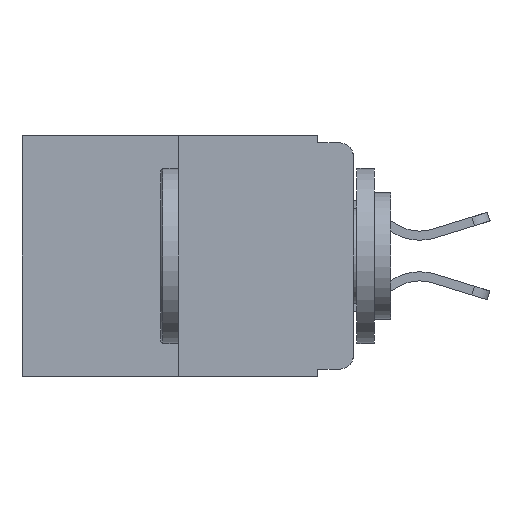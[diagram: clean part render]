
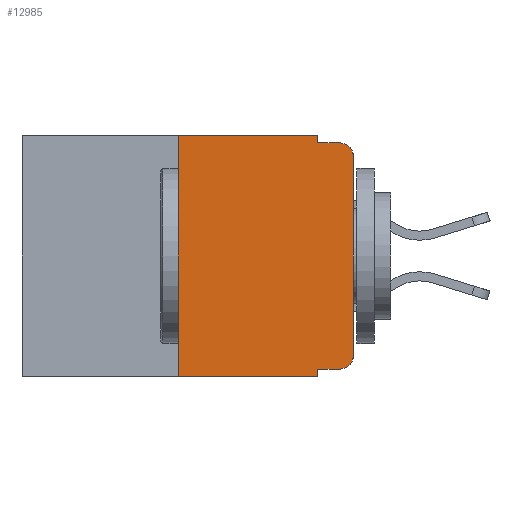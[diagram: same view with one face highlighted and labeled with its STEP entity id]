
A CAD part, left-side view. The second image highlights one B-rep face of the part: STEP entity #12985.
In plain terms, the highlighted planar face has unit normal (-1, 0, 0).
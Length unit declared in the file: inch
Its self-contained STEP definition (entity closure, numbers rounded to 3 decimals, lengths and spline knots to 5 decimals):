
#72 = CARTESIAN_POINT ( 'NONE',  ( 0., 0.02, -0.333 ) ) ;
#394 = DIRECTION ( 'NONE',  ( 0., -1., 0. ) ) ;
#417 = EDGE_CURVE ( 'NONE', #12755, #5233, #5286, .T. ) ;
#697 = VERTEX_POINT ( 'NONE', #9852 ) ;
#1632 = VERTEX_POINT ( 'NONE', #14537 ) ;
#1928 = EDGE_LOOP ( 'NONE', ( #9295, #5441, #5933, #2580, #8540, #5698, #10084, #6211, #20271, #4401 ) ) ;
#2255 = DIRECTION ( 'NONE',  ( 0., -1., 0. ) ) ;
#2580 = ORIENTED_EDGE ( 'NONE', *, *, #14623, .F. ) ;
#2953 = LINE ( 'NONE', #18646, #12213 ) ;
#2973 = DIRECTION ( 'NONE',  ( -1., 0., 0. ) ) ;
#3169 = CARTESIAN_POINT ( 'NONE',  ( 0., 0.25, -0.343 ) ) ;
#3212 = CARTESIAN_POINT ( 'NONE',  ( 0., 0.051, -0.01 ) ) ;
#3253 = EDGE_CURVE ( 'NONE', #1632, #11594, #16658, .T. ) ;
#3494 = LINE ( 'NONE', #5517, #20372 ) ;
#3658 = EDGE_CURVE ( 'NONE', #19162, #697, #8490, .T. ) ;
#3663 = AXIS2_PLACEMENT_3D ( 'NONE', #12805, #2973, #14415 ) ;
#3926 = EDGE_CURVE ( 'NONE', #11594, #19162, #12339, .T. ) ;
#3937 = CARTESIAN_POINT ( 'NONE',  ( 0., 0.25, 0. ) ) ;
#4401 = ORIENTED_EDGE ( 'NONE', *, *, #3926, .T. ) ;
#4524 = DIRECTION ( 'NONE',  ( 0., -1., 0. ) ) ;
#4617 = VERTEX_POINT ( 'NONE', #3212 ) ;
#5233 = VERTEX_POINT ( 'NONE', #17755 ) ;
#5286 = LINE ( 'NONE', #11436, #17785 ) ;
#5441 = ORIENTED_EDGE ( 'NONE', *, *, #8070, .T. ) ;
#5517 = CARTESIAN_POINT ( 'NONE',  ( 0., 0.051, -0.01 ) ) ;
#5623 = DIRECTION ( 'NONE',  ( 0., 0., -1. ) ) ;
#5698 = ORIENTED_EDGE ( 'NONE', *, *, #16808, .F. ) ;
#5798 = AXIS2_PLACEMENT_3D ( 'NONE', #6099, #17509, #7748 ) ;
#5911 = CARTESIAN_POINT ( 'NONE',  ( 0., 0.02, -0.01 ) ) ;
#5933 = ORIENTED_EDGE ( 'NONE', *, *, #13548, .F. ) ;
#6064 = CARTESIAN_POINT ( 'NONE',  ( 0., 0.051, 0. ) ) ;
#6099 = CARTESIAN_POINT ( 'NONE',  ( 0., 0.02, -0.313 ) ) ;
#6102 = VERTEX_POINT ( 'NONE', #5911 ) ;
#6211 = ORIENTED_EDGE ( 'NONE', *, *, #17894, .F. ) ;
#7748 = DIRECTION ( 'NONE',  ( 0., 0., -1. ) ) ;
#8070 = EDGE_CURVE ( 'NONE', #697, #6102, #15656, .T. ) ;
#8430 = VECTOR ( 'NONE', #4524, 39.37008 ) ;
#8490 = LINE ( 'NONE', #18379, #10036 ) ;
#8497 = LINE ( 'NONE', #20281, #17152 ) ;
#8540 = ORIENTED_EDGE ( 'NONE', *, *, #12658, .F. ) ;
#8888 = DIRECTION ( 'NONE',  ( 0., 0., 1. ) ) ;
#8925 = DIRECTION ( 'NONE',  ( 0., 0., -1. ) ) ;
#9000 = PLANE ( 'NONE',  #12126 ) ;
#9241 = CARTESIAN_POINT ( 'NONE',  ( 0., 0.051, -0.333 ) ) ;
#9295 = ORIENTED_EDGE ( 'NONE', *, *, #3658, .T. ) ;
#9578 = CARTESIAN_POINT ( 'NONE',  ( 0., 0., -0.313 ) ) ;
#9852 = CARTESIAN_POINT ( 'NONE',  ( 0., 0., -0.03 ) ) ;
#10036 = VECTOR ( 'NONE', #15188, 39.37008 ) ;
#10084 = ORIENTED_EDGE ( 'NONE', *, *, #417, .T. ) ;
#10459 = FACE_OUTER_BOUND ( 'NONE', #1928, .T. ) ;
#10642 = DIRECTION ( 'NONE',  ( 0., 0., -1. ) ) ;
#11325 = VECTOR ( 'NONE', #12441, 39.37008 ) ;
#11436 = CARTESIAN_POINT ( 'NONE',  ( 0., 0.473, -0.343 ) ) ;
#11594 = VERTEX_POINT ( 'NONE', #72 ) ;
#11992 = VERTEX_POINT ( 'NONE', #6064 ) ;
#12126 = AXIS2_PLACEMENT_3D ( 'NONE', #13830, #20398, #10642 ) ;
#12213 = VECTOR ( 'NONE', #8925, 39.37008 ) ;
#12339 = CIRCLE ( 'NONE', #5798, 0.02 ) ;
#12421 = LINE ( 'NONE', #17056, #16741 ) ;
#12441 = DIRECTION ( 'NONE',  ( 0., -1., 0. ) ) ;
#12658 = EDGE_CURVE ( 'NONE', #15164, #11992, #17091, .T. ) ;
#12755 = VERTEX_POINT ( 'NONE', #3169 ) ;
#12805 = CARTESIAN_POINT ( 'NONE',  ( 0., 0.02, -0.03 ) ) ;
#12985 = ADVANCED_FACE ( 'NONE', ( #10459 ), #9000, .F. ) ;
#13548 = EDGE_CURVE ( 'NONE', #4617, #6102, #3494, .T. ) ;
#13830 = CARTESIAN_POINT ( 'NONE',  ( 0., 0.473, 0. ) ) ;
#14415 = DIRECTION ( 'NONE',  ( 0., 0., -1. ) ) ;
#14537 = CARTESIAN_POINT ( 'NONE',  ( 0., 0.051, -0.333 ) ) ;
#14623 = EDGE_CURVE ( 'NONE', #11992, #4617, #12421, .T. ) ;
#15164 = VERTEX_POINT ( 'NONE', #3937 ) ;
#15188 = DIRECTION ( 'NONE',  ( 0., 0., 1. ) ) ;
#15656 = CIRCLE ( 'NONE', #3663, 0.02 ) ;
#16658 = LINE ( 'NONE', #9241, #11325 ) ;
#16741 = VECTOR ( 'NONE', #5623, 39.37008 ) ;
#16808 = EDGE_CURVE ( 'NONE', #12755, #15164, #8497, .T. ) ;
#17056 = CARTESIAN_POINT ( 'NONE',  ( 0., 0.051, 0. ) ) ;
#17091 = LINE ( 'NONE', #19233, #8430 ) ;
#17152 = VECTOR ( 'NONE', #8888, 39.37008 ) ;
#17509 = DIRECTION ( 'NONE',  ( -1., 0., 0. ) ) ;
#17755 = CARTESIAN_POINT ( 'NONE',  ( 0., 0.051, -0.343 ) ) ;
#17785 = VECTOR ( 'NONE', #394, 39.37008 ) ;
#17894 = EDGE_CURVE ( 'NONE', #1632, #5233, #2953, .T. ) ;
#18379 = CARTESIAN_POINT ( 'NONE',  ( 0., 0., 0. ) ) ;
#18646 = CARTESIAN_POINT ( 'NONE',  ( 0., 0.051, 0. ) ) ;
#19162 = VERTEX_POINT ( 'NONE', #9578 ) ;
#19233 = CARTESIAN_POINT ( 'NONE',  ( 0., 0.473, 0. ) ) ;
#20271 = ORIENTED_EDGE ( 'NONE', *, *, #3253, .T. ) ;
#20281 = CARTESIAN_POINT ( 'NONE',  ( 0., 0.25, 0. ) ) ;
#20372 = VECTOR ( 'NONE', #2255, 39.37008 ) ;
#20398 = DIRECTION ( 'NONE',  ( 1., 0., 0. ) ) ;
